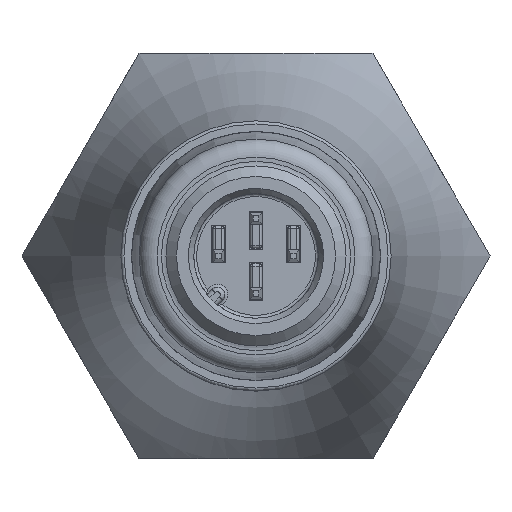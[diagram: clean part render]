
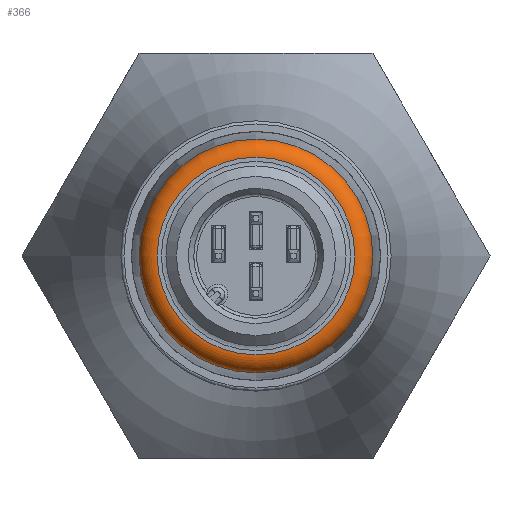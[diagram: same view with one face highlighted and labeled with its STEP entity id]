
A CAD part, front view. The second image highlights one B-rep face of the part: STEP entity #366.
In plain terms, the highlighted toroidal (fillet/blend) face has major radius 6.587 mm and minor radius 1.2 mm.
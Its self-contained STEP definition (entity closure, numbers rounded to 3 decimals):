
#366 = ADVANCED_FACE( '', ( #840, #841 ), #842, .T. );
#840 = FACE_OUTER_BOUND( '', #1442, .T. );
#841 = FACE_OUTER_BOUND( '', #1443, .T. );
#842 = TOROIDAL_SURFACE( '', #1444, 6.587, 1.2 );
#1442 = EDGE_LOOP( '', ( #2540 ) );
#1443 = EDGE_LOOP( '', ( #2541 ) );
#1444 = AXIS2_PLACEMENT_3D( '', #2542, #2543, #2544 );
#2540 = ORIENTED_EDGE( '', *, *, #3763, .F. );
#2541 = ORIENTED_EDGE( '', *, *, #3764, .F. );
#2542 = CARTESIAN_POINT( '', ( 0., -85.25, 0. ) );
#2543 = DIRECTION( '', ( 0., 1., 0. ) );
#2544 = DIRECTION( '', ( 1., 0., 0. ) );
#3763 = EDGE_CURVE( '', #4590, #4590, #4591, .T. );
#3764 = EDGE_CURVE( '', #4592, #4592, #4593, .F. );
#4590 = VERTEX_POINT( '', #5789 );
#4591 = CIRCLE( '', #5790, 7.783 );
#4592 = VERTEX_POINT( '', #5791 );
#4593 = CIRCLE( '', #5792, 6.587 );
#5789 = CARTESIAN_POINT( '', ( 0., -85.34, 7.783 ) );
#5790 = AXIS2_PLACEMENT_3D( '', #6666, #6667, #6668 );
#5791 = CARTESIAN_POINT( '', ( 6.587, -86.45, 0. ) );
#5792 = AXIS2_PLACEMENT_3D( '', #6669, #6670, #6671 );
#6666 = CARTESIAN_POINT( '', ( 0., -85.34, 0. ) );
#6667 = DIRECTION( '', ( 0., 1., 0. ) );
#6668 = DIRECTION( '', ( 0., 0., 1. ) );
#6669 = CARTESIAN_POINT( '', ( 0., -86.45, 0. ) );
#6670 = DIRECTION( '', ( 0., 1., 0. ) );
#6671 = DIRECTION( '', ( 1., 0., 0. ) );
